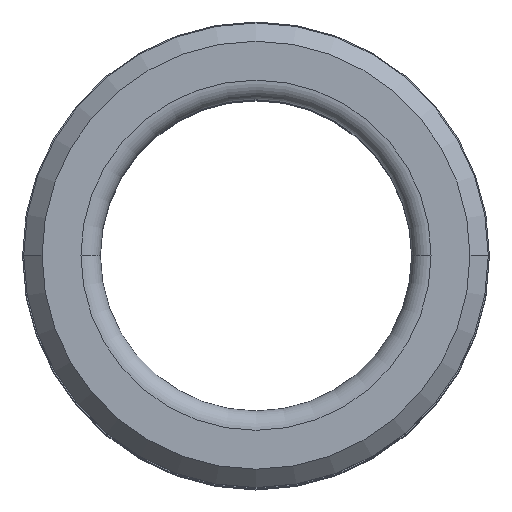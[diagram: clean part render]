
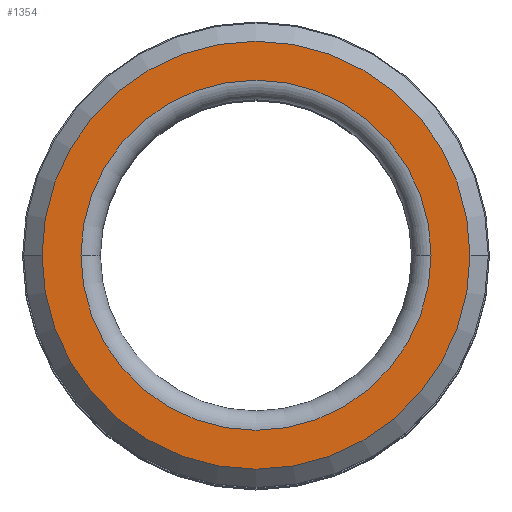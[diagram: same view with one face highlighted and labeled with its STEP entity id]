
A CAD part, top view. The second image highlights one B-rep face of the part: STEP entity #1354.
In plain terms, the highlighted planar face has unit normal (0, 0, 1).
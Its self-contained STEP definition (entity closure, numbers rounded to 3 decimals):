
#24 = CIRCLE ( 'NONE', #1624, 4.5 ) ;
#109 = DIRECTION ( 'NONE',  ( 0., 0., 1. ) ) ;
#144 = CARTESIAN_POINT ( 'NONE',  ( -4.5, 0., 20. ) ) ;
#174 = FACE_OUTER_BOUND ( 'NONE', #458, .T. ) ;
#201 = DIRECTION ( 'NONE',  ( 0., 0., -1. ) ) ;
#212 = CARTESIAN_POINT ( 'NONE',  ( -5.5, 0., 20. ) ) ;
#215 = VERTEX_POINT ( 'NONE', #144 ) ;
#222 = DIRECTION ( 'NONE',  ( 1., 0., 0. ) ) ;
#272 = CIRCLE ( 'NONE', #608, 4.5 ) ;
#369 = AXIS2_PLACEMENT_3D ( 'NONE', #1030, #109, #1178 ) ;
#400 = CARTESIAN_POINT ( 'NONE',  ( 5.5, 0., 20. ) ) ;
#458 = EDGE_LOOP ( 'NONE', ( #1282, #713 ) ) ;
#467 = ORIENTED_EDGE ( 'NONE', *, *, #1316, .T. ) ;
#562 = CIRCLE ( 'NONE', #369, 5.5 ) ;
#594 = DIRECTION ( 'NONE',  ( 0., 0., -1. ) ) ;
#608 = AXIS2_PLACEMENT_3D ( 'NONE', #1120, #201, #1262 ) ;
#637 = VERTEX_POINT ( 'NONE', #212 ) ;
#709 = CARTESIAN_POINT ( 'NONE',  ( 4.5, 0., 20. ) ) ;
#713 = ORIENTED_EDGE ( 'NONE', *, *, #926, .T. ) ;
#721 = CIRCLE ( 'NONE', #1372, 5.5 ) ;
#767 = CARTESIAN_POINT ( 'NONE',  ( 0., 0., 20. ) ) ;
#818 = EDGE_CURVE ( 'NONE', #637, #1927, #562, .T. ) ;
#917 = DIRECTION ( 'NONE',  ( 1., 0., 0. ) ) ;
#926 = EDGE_CURVE ( 'NONE', #1927, #637, #721, .T. ) ;
#985 = PLANE ( 'NONE',  #1297 ) ;
#997 = FACE_BOUND ( 'NONE', #1701, .T. ) ;
#1030 = CARTESIAN_POINT ( 'NONE',  ( 0., 0., 20. ) ) ;
#1120 = CARTESIAN_POINT ( 'NONE',  ( 0., 0., 20. ) ) ;
#1135 = DIRECTION ( 'NONE',  ( 0., 0., 1. ) ) ;
#1178 = DIRECTION ( 'NONE',  ( 1., 0., 0. ) ) ;
#1262 = DIRECTION ( 'NONE',  ( 1., 0., 0. ) ) ;
#1282 = ORIENTED_EDGE ( 'NONE', *, *, #818, .T. ) ;
#1297 = AXIS2_PLACEMENT_3D ( 'NONE', #1428, #1135, #222 ) ;
#1316 = EDGE_CURVE ( 'NONE', #1885, #215, #272, .T. ) ;
#1344 = ORIENTED_EDGE ( 'NONE', *, *, #1955, .T. ) ;
#1354 = ADVANCED_FACE ( 'NONE', ( #997, #174 ), #985, .T. ) ;
#1372 = AXIS2_PLACEMENT_3D ( 'NONE', #767, #1805, #917 ) ;
#1428 = CARTESIAN_POINT ( 'NONE',  ( 0., 0., 20. ) ) ;
#1484 = CARTESIAN_POINT ( 'NONE',  ( 0., 0., 20. ) ) ;
#1624 = AXIS2_PLACEMENT_3D ( 'NONE', #1484, #594, #1628 ) ;
#1628 = DIRECTION ( 'NONE',  ( 1., 0., 0. ) ) ;
#1701 = EDGE_LOOP ( 'NONE', ( #467, #1344 ) ) ;
#1805 = DIRECTION ( 'NONE',  ( 0., 0., 1. ) ) ;
#1885 = VERTEX_POINT ( 'NONE', #709 ) ;
#1927 = VERTEX_POINT ( 'NONE', #400 ) ;
#1955 = EDGE_CURVE ( 'NONE', #215, #1885, #24, .T. ) ;
